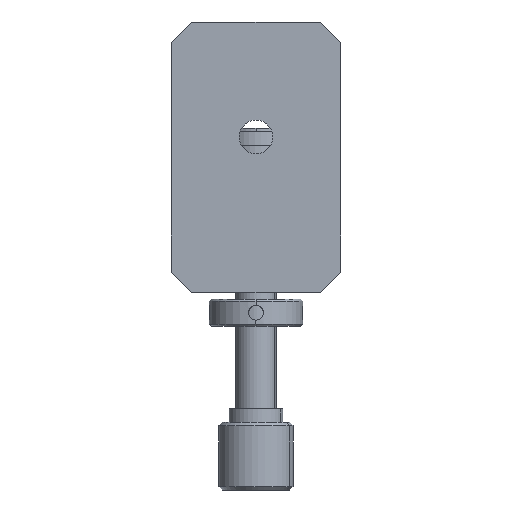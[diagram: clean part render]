
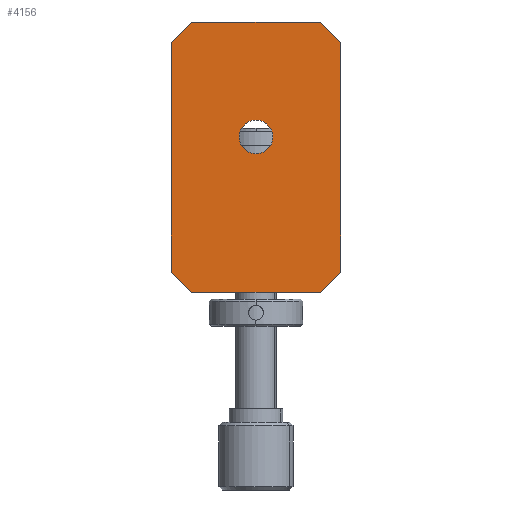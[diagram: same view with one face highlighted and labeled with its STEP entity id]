
A CAD part, front view. The second image highlights one B-rep face of the part: STEP entity #4156.
In plain terms, the highlighted planar face has unit normal (0, -1, 0).
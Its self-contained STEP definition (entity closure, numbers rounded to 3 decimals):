
#79 = ORIENTED_EDGE ( 'NONE', *, *, #3803, .T. ) ;
#233 = PLANE ( 'NONE',  #2843 ) ;
#256 = EDGE_CURVE ( 'NONE', #790, #3622, #1852, .T. ) ;
#271 = CARTESIAN_POINT ( 'NONE',  ( -13.957, -9.103, 20. ) ) ;
#336 = EDGE_CURVE ( 'NONE', #3317, #4675, #2951, .T. ) ;
#364 = LINE ( 'NONE', #948, #5260 ) ;
#499 = CARTESIAN_POINT ( 'NONE',  ( -13.957, -9.103, 23. ) ) ;
#547 = EDGE_CURVE ( 'NONE', #4675, #3317, #4450, .T. ) ;
#631 = VERTEX_POINT ( 'NONE', #2748 ) ;
#634 = DIRECTION ( 'NONE',  ( 0., 0., 1. ) ) ;
#657 = ORIENTED_EDGE ( 'NONE', *, *, #547, .T. ) ;
#678 = CARTESIAN_POINT ( 'NONE',  ( -1.457, -9.103, 43. ) ) ;
#790 = VERTEX_POINT ( 'NONE', #1106 ) ;
#793 = VERTEX_POINT ( 'NONE', #4069 ) ;
#806 = CARTESIAN_POINT ( 'NONE',  ( -13.957, -9.103, 60. ) ) ;
#808 = EDGE_CURVE ( 'NONE', #1184, #4381, #5182, .T. ) ;
#851 = CARTESIAN_POINT ( 'NONE',  ( 8.043, -9.103, 20. ) ) ;
#948 = CARTESIAN_POINT ( 'NONE',  ( 11.043, -9.103, 57. ) ) ;
#1106 = CARTESIAN_POINT ( 'NONE',  ( -10.957, -9.103, 60. ) ) ;
#1184 = VERTEX_POINT ( 'NONE', #1607 ) ;
#1222 = DIRECTION ( 'NONE',  ( 0., 0., 1. ) ) ;
#1238 = ORIENTED_EDGE ( 'NONE', *, *, #3101, .T. ) ;
#1289 = LINE ( 'NONE', #4559, #1633 ) ;
#1456 = EDGE_CURVE ( 'NONE', #790, #4381, #3518, .T. ) ;
#1466 = ORIENTED_EDGE ( 'NONE', *, *, #1456, .T. ) ;
#1555 = CARTESIAN_POINT ( 'NONE',  ( -1.457, -9.103, 40.5 ) ) ;
#1564 = CARTESIAN_POINT ( 'NONE',  ( -13.957, -9.103, 20. ) ) ;
#1607 = CARTESIAN_POINT ( 'NONE',  ( -13.957, -9.103, 23. ) ) ;
#1633 = VECTOR ( 'NONE', #2113, 1000. ) ;
#1746 = DIRECTION ( 'NONE',  ( 0., 1., 0. ) ) ;
#1795 = VECTOR ( 'NONE', #3257, 1000. ) ;
#1821 = EDGE_CURVE ( 'NONE', #1184, #2529, #4031, .T. ) ;
#1839 = VECTOR ( 'NONE', #1222, 1000. ) ;
#1852 = LINE ( 'NONE', #806, #5455 ) ;
#2113 = DIRECTION ( 'NONE',  ( 0.707, 0., 0.707 ) ) ;
#2145 = VECTOR ( 'NONE', #2172, 1000. ) ;
#2172 = DIRECTION ( 'NONE',  ( 0.707, 0., -0.707 ) ) ;
#2315 = DIRECTION ( 'NONE',  ( 0., 1., 0. ) ) ;
#2319 = EDGE_CURVE ( 'NONE', #631, #793, #3095, .T. ) ;
#2485 = AXIS2_PLACEMENT_3D ( 'NONE', #3429, #1746, #5077 ) ;
#2498 = LINE ( 'NONE', #271, #1795 ) ;
#2500 = CARTESIAN_POINT ( 'NONE',  ( 11.043, -9.103, 20. ) ) ;
#2529 = VERTEX_POINT ( 'NONE', #2554 ) ;
#2554 = CARTESIAN_POINT ( 'NONE',  ( -10.957, -9.103, 20. ) ) ;
#2662 = ORIENTED_EDGE ( 'NONE', *, *, #336, .T. ) ;
#2664 = EDGE_CURVE ( 'NONE', #4481, #2529, #2498, .T. ) ;
#2678 = VECTOR ( 'NONE', #3963, 1000. ) ;
#2748 = CARTESIAN_POINT ( 'NONE',  ( 11.043, -9.103, 57. ) ) ;
#2795 = CARTESIAN_POINT ( 'NONE',  ( -1.457, -9.103, 40. ) ) ;
#2825 = VECTOR ( 'NONE', #4588, 1000. ) ;
#2843 = AXIS2_PLACEMENT_3D ( 'NONE', #2795, #2315, #4888 ) ;
#2910 = ORIENTED_EDGE ( 'NONE', *, *, #2664, .F. ) ;
#2951 = CIRCLE ( 'NONE', #2485, 2.5 ) ;
#3080 = AXIS2_PLACEMENT_3D ( 'NONE', #678, #3573, #634 ) ;
#3095 = LINE ( 'NONE', #2500, #2825 ) ;
#3101 = EDGE_CURVE ( 'NONE', #631, #3622, #364, .T. ) ;
#3257 = DIRECTION ( 'NONE',  ( -1., 0., 0. ) ) ;
#3269 = CARTESIAN_POINT ( 'NONE',  ( -13.957, -9.103, 57. ) ) ;
#3317 = VERTEX_POINT ( 'NONE', #1555 ) ;
#3388 = FACE_BOUND ( 'NONE', #3421, .T. ) ;
#3421 = EDGE_LOOP ( 'NONE', ( #657, #2662 ) ) ;
#3429 = CARTESIAN_POINT ( 'NONE',  ( -1.457, -9.103, 43. ) ) ;
#3518 = LINE ( 'NONE', #4396, #2678 ) ;
#3546 = ORIENTED_EDGE ( 'NONE', *, *, #2319, .F. ) ;
#3573 = DIRECTION ( 'NONE',  ( 0., 1., 0. ) ) ;
#3622 = VERTEX_POINT ( 'NONE', #5197 ) ;
#3774 = FACE_OUTER_BOUND ( 'NONE', #4009, .T. ) ;
#3803 = EDGE_CURVE ( 'NONE', #4481, #793, #1289, .T. ) ;
#3886 = DIRECTION ( 'NONE',  ( -0.707, 0., 0.707 ) ) ;
#3963 = DIRECTION ( 'NONE',  ( -0.707, 0., -0.707 ) ) ;
#3977 = ORIENTED_EDGE ( 'NONE', *, *, #256, .F. ) ;
#4009 = EDGE_LOOP ( 'NONE', ( #2910, #79, #3546, #1238, #3977, #1466, #4960, #4873 ) ) ;
#4031 = LINE ( 'NONE', #499, #2145 ) ;
#4069 = CARTESIAN_POINT ( 'NONE',  ( 11.043, -9.103, 23. ) ) ;
#4156 = ADVANCED_FACE ( 'NONE', ( #3388, #3774 ), #233, .F. ) ;
#4381 = VERTEX_POINT ( 'NONE', #3269 ) ;
#4396 = CARTESIAN_POINT ( 'NONE',  ( -10.957, -9.103, 60. ) ) ;
#4450 = CIRCLE ( 'NONE', #3080, 2.5 ) ;
#4481 = VERTEX_POINT ( 'NONE', #851 ) ;
#4559 = CARTESIAN_POINT ( 'NONE',  ( 8.043, -9.103, 20. ) ) ;
#4588 = DIRECTION ( 'NONE',  ( 0., 0., -1. ) ) ;
#4675 = VERTEX_POINT ( 'NONE', #5230 ) ;
#4873 = ORIENTED_EDGE ( 'NONE', *, *, #1821, .T. ) ;
#4888 = DIRECTION ( 'NONE',  ( 0., 0., 1. ) ) ;
#4960 = ORIENTED_EDGE ( 'NONE', *, *, #808, .F. ) ;
#4980 = DIRECTION ( 'NONE',  ( 1., 0., 0. ) ) ;
#5077 = DIRECTION ( 'NONE',  ( 0., 0., 1. ) ) ;
#5182 = LINE ( 'NONE', #1564, #1839 ) ;
#5197 = CARTESIAN_POINT ( 'NONE',  ( 8.043, -9.103, 60. ) ) ;
#5230 = CARTESIAN_POINT ( 'NONE',  ( -1.457, -9.103, 45.5 ) ) ;
#5260 = VECTOR ( 'NONE', #3886, 1000. ) ;
#5455 = VECTOR ( 'NONE', #4980, 1000. ) ;
